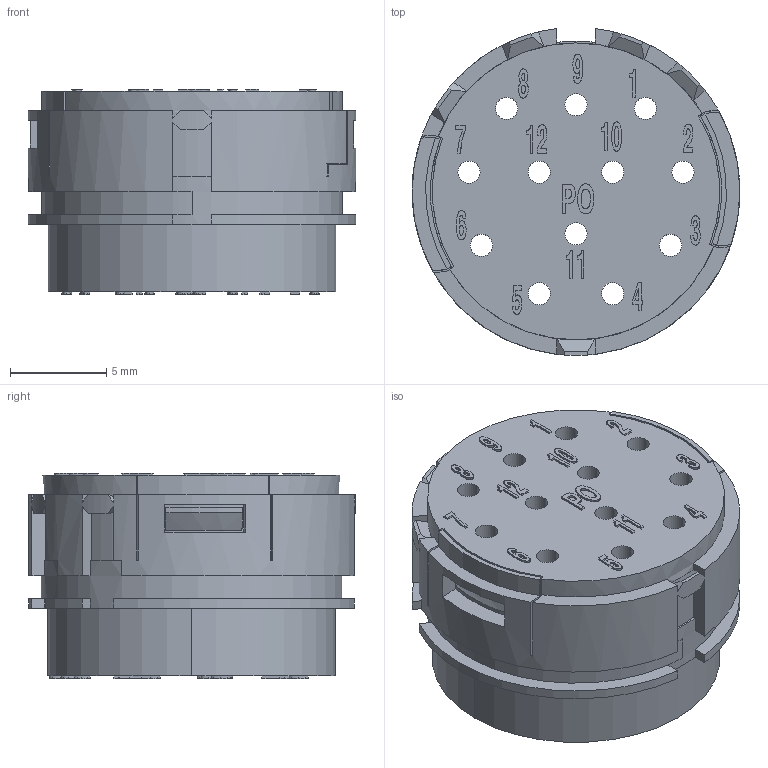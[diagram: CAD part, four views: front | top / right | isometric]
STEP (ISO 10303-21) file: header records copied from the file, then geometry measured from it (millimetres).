
FILE_DESCRIPTION((''),'2;1');
FILE_NAME('HR23-012-MC_SW0001','2017-07-24T',('tc.chen'),(''),'PRO/ENGINEER BY PARAMETRIC TECHNOLOGY CORPORATION, 2012480','PRO/ENGINEER BY PARAMETRIC TECHNOLOGY CORPORATION, 2012480','');
FILE_SCHEMA(('AUTOMOTIVE_DESIGN { 1 0 10303 214 1 1 1 1 }'));
Length unit declared in the file: millimetre
Products named in the file (1): HR23-012-MC_SW0001
Bounding box: 17 x 16.94 x 10.65 mm (x, y, z)
Volume: 1286.6 mm3; surface area: 2692.1 mm2
Topology: 1 solids, 1 shells, 1102 faces, 3056 edges, 2025 vertices
Faces by surface type: plane 507, extrusion 392, cylinder 129, cone 50, torus 24
Entity records: 46123 total; most frequent: CARTESIAN_POINT 10103, ORIENTED_EDGE 6112, DIRECTION 4519, EDGE_CURVE 3056, VERTEX_POINT 2025, VECTOR 1929, LINE 1537, PRESENTATION_STYLE_ASSIGNMENT 1494
